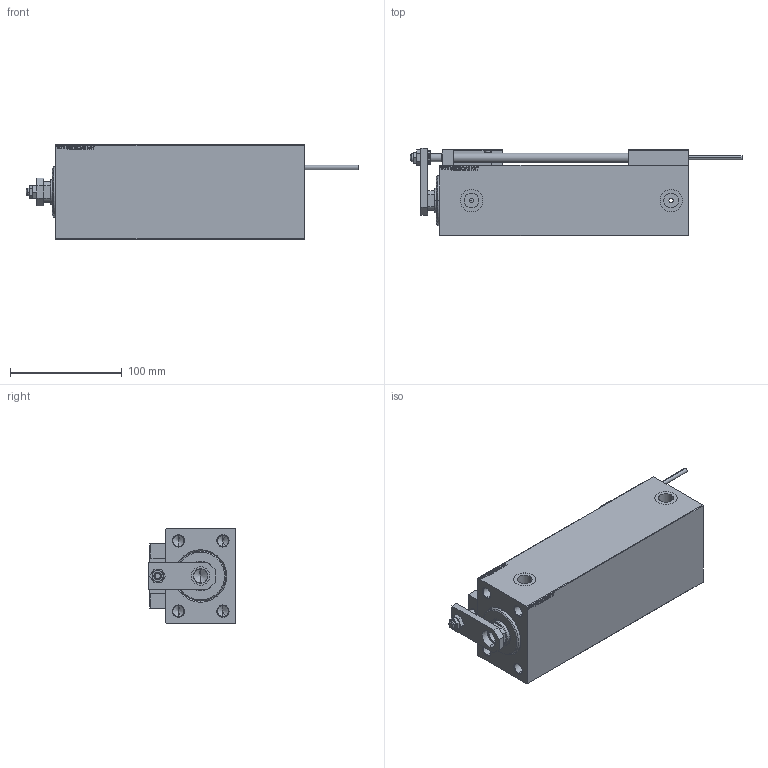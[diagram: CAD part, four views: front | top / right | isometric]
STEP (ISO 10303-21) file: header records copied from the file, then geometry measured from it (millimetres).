
FILE_DESCRIPTION (( 'STEP AP203' ), '1' );
FILE_NAME ('dc62.STEP', '2022-04-17T09:31:08', ( '' ), ( '' ), 'SwSTEP 2.0', 'SolidWorks 2019', '' );
FILE_SCHEMA (( 'CONFIG_CONTROL_DESIGN' ));
Length unit declared in the file: millimetre
Products named in the file (16): ALLEN BOLT D5 22e0a64b26540f0f4a6374b73afe409a; SWITCH_X_FRONT_BACK 22e0a64b26540f0f4a6374b73afe409a; TYC_L79 22e0a64b26540f0f4a6374b73afe409a; NUT_D12 22e0a64b26540f0f4a6374b73afe409a; V450CM_VC_B 22e0a64b26540f0f4a6374b73afe409a; V450CM_B_VCP 22e0a64b26540f0f4a6374b73afe409a; ALLEN BOLT D8 22e0a64b26540f0f4a6374b73afe409a; Block 22e0a64b26540f0f4a6374b73afe409a; ZARAZKA 22e0a64b26540f0f4a6374b73afe409a; SWITCH DIM B,W 22e0a64b26540f0f4a6374b73afe409a; KONCOVKA 22e0a64b26540f0f4a6374b73afe409a; NUT_D10 22e0a64b26540f0f4a6374b73afe409a; V450CM_B_Body 22e0a64b26540f0f4a6374b73afe409a; MAGNET 22e0a64b26540f0f4a6374b73afe409a; dc62; SWITCH X 22e0a64b26540f0f4a6374b73afe409a
Assembly tree (25 placements, depth 3):
  dc62
    V450CM_B_Body 22e0a64b26540f0f4a6374b73afe409a
    V450CM_B_VCP 22e0a64b26540f0f4a6374b73afe409a
    SWITCH X 22e0a64b26540f0f4a6374b73afe409a
      SWITCH_X_FRONT_BACK 22e0a64b26540f0f4a6374b73afe409a  x2
      TYC_L79 22e0a64b26540f0f4a6374b73afe409a
      Block 22e0a64b26540f0f4a6374b73afe409a  x2
      ALLEN BOLT D5 22e0a64b26540f0f4a6374b73afe409a  x4
      ALLEN BOLT D8 22e0a64b26540f0f4a6374b73afe409a  x4
      MAGNET 22e0a64b26540f0f4a6374b73afe409a  x2
      KONCOVKA 22e0a64b26540f0f4a6374b73afe409a  x2
    NUT_D10 22e0a64b26540f0f4a6374b73afe409a
    NUT_D12 22e0a64b26540f0f4a6374b73afe409a
    SWITCH DIM B,W 22e0a64b26540f0f4a6374b73afe409a
    ZARAZKA 22e0a64b26540f0f4a6374b73afe409a
    V450CM_VC_B 22e0a64b26540f0f4a6374b73afe409a
Bounding box: 297.7 x 78.5 x 85 mm (x, y, z)
Volume: 1223985.3 mm3; surface area: 135553 mm2
Topology: 24 solids, 24 shells, 1332 faces, 3184 edges, 2018 vertices
Faces by surface type: plane 565, bspline 380, cylinder 194, cone 145, torus 44, sphere 4
Entity records: 51707 total; most frequent: CARTESIAN_POINT 26312, ORIENTED_EDGE 5356, DIRECTION 3683, EDGE_CURVE 2678, VERTEX_POINT 1742, LINE 1537, VECTOR 1537, EDGE_LOOP 1244
